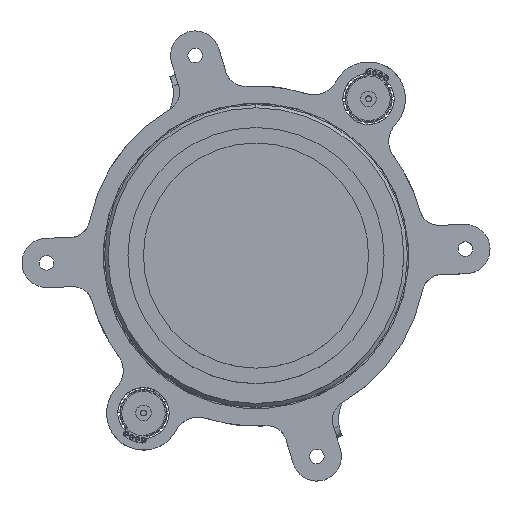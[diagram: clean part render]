
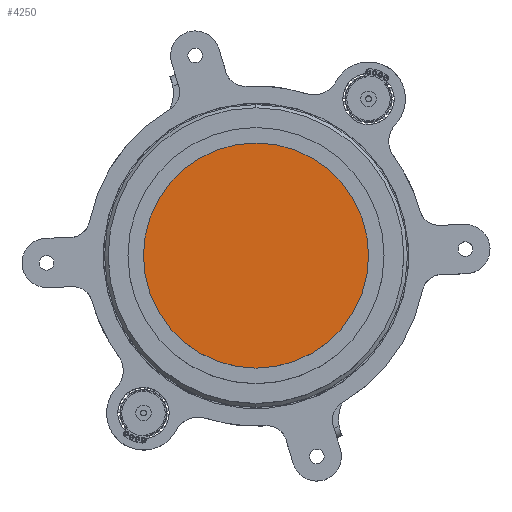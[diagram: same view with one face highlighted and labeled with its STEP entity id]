
A CAD part, top view. The second image highlights one B-rep face of the part: STEP entity #4250.
In plain terms, the highlighted face is planar.
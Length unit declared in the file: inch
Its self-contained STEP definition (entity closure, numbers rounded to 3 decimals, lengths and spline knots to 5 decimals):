
#1245 = EDGE_CURVE ( 'NONE', #22109, #15077, #20868, .T. ) ;
#2554 = ORIENTED_EDGE ( 'NONE', *, *, #5519, .F. ) ;
#4205 = FACE_OUTER_BOUND ( 'NONE', #14560, .T. ) ;
#4250 = ADVANCED_FACE ( 'NONE', ( #4205 ), #20146, .T. ) ;
#4673 = CARTESIAN_POINT ( 'NONE',  ( -1.14173, 0.25984, 0. ) ) ;
#4821 = CIRCLE ( 'NONE', #7508, 1.14173 ) ;
#5488 = ORIENTED_EDGE ( 'NONE', *, *, #1245, .F. ) ;
#5519 = EDGE_CURVE ( 'NONE', #15077, #22109, #4821, .T. ) ;
#6323 = AXIS2_PLACEMENT_3D ( 'NONE', #22371, #18901, #18796 ) ;
#7445 = DIRECTION ( 'NONE',  ( 0., -1., 0. ) ) ;
#7508 = AXIS2_PLACEMENT_3D ( 'NONE', #13786, #10314, #17628 ) ;
#9445 = AXIS2_PLACEMENT_3D ( 'NONE', #16556, #7445, #14752 ) ;
#10314 = DIRECTION ( 'NONE',  ( 0., 1., 0. ) ) ;
#12717 = CARTESIAN_POINT ( 'NONE',  ( 1.14173, 0.25984, 0. ) ) ;
#13786 = CARTESIAN_POINT ( 'NONE',  ( 0., 0.25984, 0. ) ) ;
#14560 = EDGE_LOOP ( 'NONE', ( #5488, #2554 ) ) ;
#14752 = DIRECTION ( 'NONE',  ( 1., 0., 0. ) ) ;
#15077 = VERTEX_POINT ( 'NONE', #12717 ) ;
#16556 = CARTESIAN_POINT ( 'NONE',  ( 0., 0.25984, 0. ) ) ;
#17628 = DIRECTION ( 'NONE',  ( -1., 0., 0. ) ) ;
#18796 = DIRECTION ( 'NONE',  ( -1., 0., 0. ) ) ;
#18901 = DIRECTION ( 'NONE',  ( 0., 1., 0. ) ) ;
#20146 = PLANE ( 'NONE',  #9445 ) ;
#20868 = CIRCLE ( 'NONE', #6323, 1.14173 ) ;
#22109 = VERTEX_POINT ( 'NONE', #4673 ) ;
#22371 = CARTESIAN_POINT ( 'NONE',  ( 0., 0.25984, 0. ) ) ;
